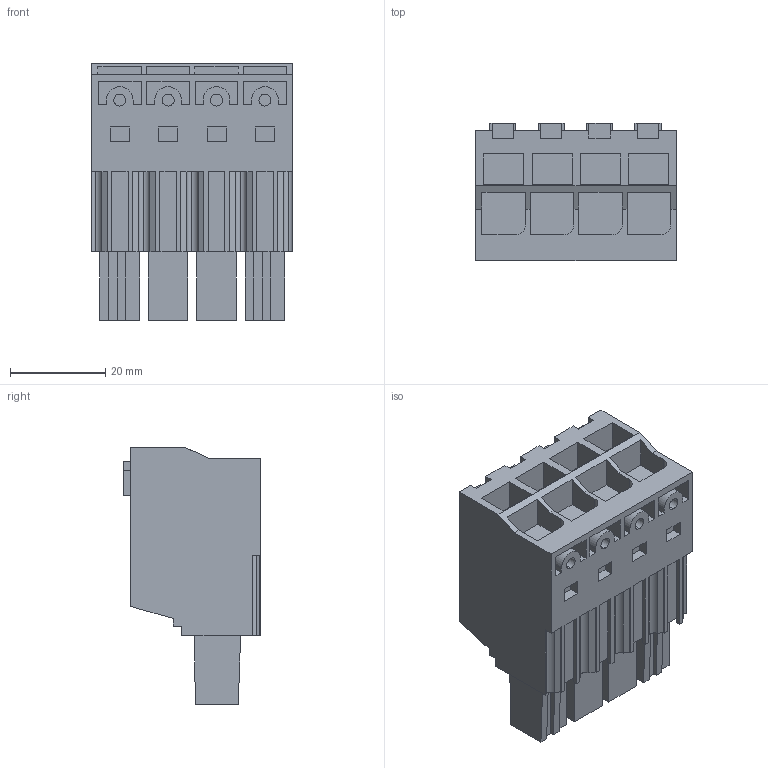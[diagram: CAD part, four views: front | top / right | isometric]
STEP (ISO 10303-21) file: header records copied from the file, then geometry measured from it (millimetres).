
FILE_DESCRIPTION(('CATIA V5 STEP Exchange','CAx-IF Rec.Pracs.--- Model Styling and Organization---1.2---2011-12-15'),'2;1');
FILE_NAME ('D1462886_0_2493410000_2493410000.stp','2017-07-19T06:29:09+00:00',('none'),('Weidmueller'),'CATIA Version 5-6 Release 2014','CATIA V5 STEP AP214','none');
FILE_SCHEMA(('AUTOMOTIVE_DESIGN { 1 0 10303 214 1 1 1 1 }'));
Length unit declared in the file: millimetre
Products named in the file (1): 2493410000
Bounding box: 42.12 x 28.9 x 53.9 mm (x, y, z)
Volume: 40623.3 mm3; surface area: 13999 mm2
Topology: 5 solids, 5 shells, 452 faces, 1247 edges, 838 vertices
Faces by surface type: plane 426, cylinder 26
Entity records: 13471 total; most frequent: ORIENTED_EDGE 2494, CARTESIAN_POINT 2405, DIRECTION 1885, EDGE_CURVE 1247, VECTOR 1189, LINE 1189, VERTEX_POINT 838, EDGE_LOOP 485
